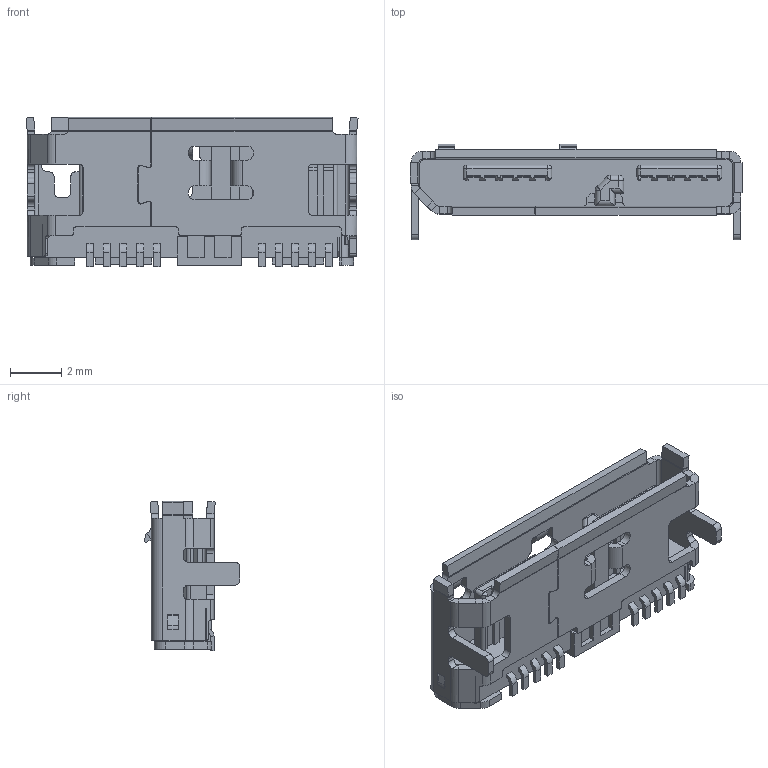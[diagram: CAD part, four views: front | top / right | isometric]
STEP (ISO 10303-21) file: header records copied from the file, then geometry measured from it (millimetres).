
FILE_DESCRIPTION((''),'2;1');
FILE_NAME('MICRO_B_INSULATOR','2017-07-07T',('sondra.sang'),(''),'PRO/ENGINEER BY PARAMETRIC TECHNOLOGY CORPORATION, 2012200','PRO/ENGINEER BY PARAMETRIC TECHNOLOGY CORPORATION, 2012200','');
FILE_SCHEMA(('CONFIG_CONTROL_DESIGN'));
Length unit declared in the file: millimetre
Products named in the file (1): MICRO_B_INSULATOR
Bounding box: 12.94 x 3.72 x 5.82 mm (x, y, z)
Volume: 83.9 mm3; surface area: 453.4 mm2
Topology: 1 solids, 1 shells, 877 faces, 2379 edges, 1520 vertices
Faces by surface type: plane 689, cylinder 175, sphere 7, bspline 4, cone 2
Entity records: 27499 total; most frequent: CARTESIAN_POINT 5252, ORIENTED_EDGE 4758, DIRECTION 4400, EDGE_CURVE 2379, VECTOR 1978, LINE 1978, VERTEX_POINT 1520, AXIS2_PLACEMENT_3D 1211
